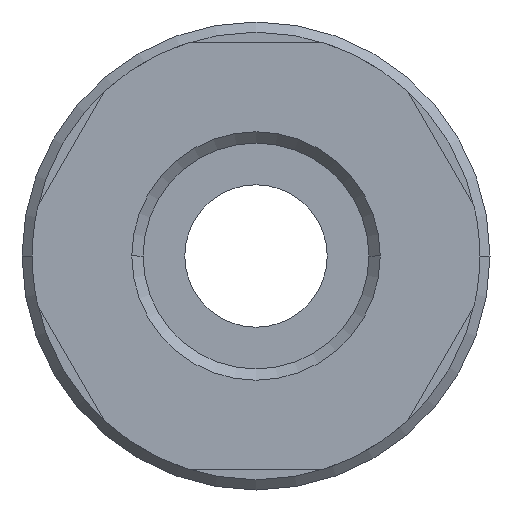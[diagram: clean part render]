
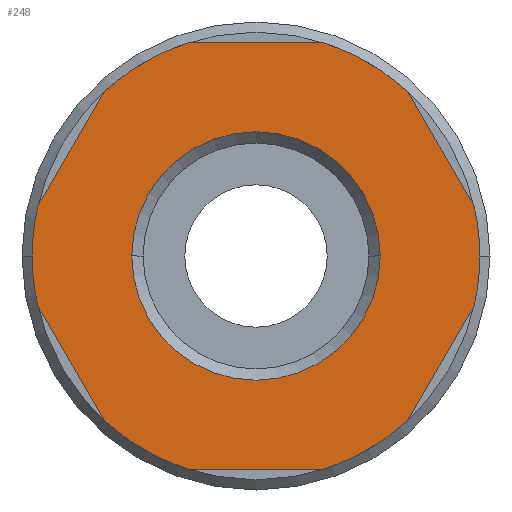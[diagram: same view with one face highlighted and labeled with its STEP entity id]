
A CAD part, front view. The second image highlights one B-rep face of the part: STEP entity #248.
In plain terms, the highlighted planar face has unit normal (0, -1, 0).
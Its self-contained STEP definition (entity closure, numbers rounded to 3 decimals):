
#248=ADVANCED_FACE('',(#498,#499),#500,.T.);
#498=FACE_BOUND('',#741,.T.);
#499=FACE_OUTER_BOUND('',#742,.T.);
#500=PLANE('',#743);
#741=EDGE_LOOP('',(#1361,#1362));
#742=EDGE_LOOP('',(#1363,#1364,#1365,#1366,#1367,#1368,#1369,#1370,#1371,#1372,#1373,#1374,#1375,#1376));
#743=AXIS2_PLACEMENT_3D('',#1377,#1378,#1379);
#1361=ORIENTED_EDGE('',*,*,#1467,.T.);
#1362=ORIENTED_EDGE('',*,*,#1623,.T.);
#1363=ORIENTED_EDGE('',*,*,#1434,.T.);
#1364=ORIENTED_EDGE('',*,*,#1605,.F.);
#1365=ORIENTED_EDGE('',*,*,#1489,.T.);
#1366=ORIENTED_EDGE('',*,*,#1464,.F.);
#1367=ORIENTED_EDGE('',*,*,#1596,.T.);
#1368=ORIENTED_EDGE('',*,*,#1390,.F.);
#1369=ORIENTED_EDGE('',*,*,#1525,.F.);
#1370=ORIENTED_EDGE('',*,*,#1621,.T.);
#1371=ORIENTED_EDGE('',*,*,#1495,.F.);
#1372=ORIENTED_EDGE('',*,*,#1442,.T.);
#1373=ORIENTED_EDGE('',*,*,#1630,.F.);
#1374=ORIENTED_EDGE('',*,*,#1447,.T.);
#1375=ORIENTED_EDGE('',*,*,#1512,.F.);
#1376=ORIENTED_EDGE('',*,*,#1619,.F.);
#1377=CARTESIAN_POINT('',(5.5,0.0,0.0));
#1378=DIRECTION('',(-0.0,-1.0,-0.0));
#1379=DIRECTION('',(-1.0,0.0,0.0));
#1390=EDGE_CURVE('',#1633,#1636,#1637,.T.);
#1434=EDGE_CURVE('',#1715,#1712,#1716,.T.);
#1442=EDGE_CURVE('',#1728,#1725,#1729,.T.);
#1447=EDGE_CURVE('',#1737,#1734,#1738,.T.);
#1464=EDGE_CURVE('',#1762,#1757,#1764,.T.);
#1467=EDGE_CURVE('',#1768,#1766,#1769,.T.);
#1489=EDGE_CURVE('',#1800,#1757,#1801,.T.);
#1495=EDGE_CURVE('',#1728,#1806,#1810,.T.);
#1512=EDGE_CURVE('',#1830,#1734,#1832,.T.);
#1525=EDGE_CURVE('',#1849,#1633,#1851,.T.);
#1596=EDGE_CURVE('',#1762,#1636,#1940,.T.);
#1605=EDGE_CURVE('',#1800,#1712,#1949,.T.);
#1619=EDGE_CURVE('',#1715,#1830,#1963,.T.);
#1621=EDGE_CURVE('',#1849,#1806,#1965,.T.);
#1623=EDGE_CURVE('',#1766,#1768,#1967,.T.);
#1630=EDGE_CURVE('',#1737,#1725,#1974,.T.);
#1633=VERTEX_POINT('',#1977);
#1636=VERTEX_POINT('',#1981);
#1637=CIRCLE('',#1982,11.0);
#1712=VERTEX_POINT('',#2158);
#1715=VERTEX_POINT('',#2162);
#1716=LINE('',#2163,#2164);
#1725=VERTEX_POINT('',#2186);
#1728=VERTEX_POINT('',#2190);
#1729=LINE('',#2191,#2192);
#1734=VERTEX_POINT('',#2199);
#1737=VERTEX_POINT('',#2203);
#1738=LINE('',#2204,#2205);
#1757=VERTEX_POINT('',#2230);
#1762=VERTEX_POINT('',#2236);
#1764=CIRCLE('',#2239,11.0);
#1766=VERTEX_POINT('',#2241);
#1768=VERTEX_POINT('',#2244);
#1769=CIRCLE('',#2245,6.105);
#1800=VERTEX_POINT('',#2333);
#1801=LINE('',#2334,#2335);
#1806=VERTEX_POINT('',#2342);
#1810=CIRCLE('',#2347,11.0);
#1830=VERTEX_POINT('',#2404);
#1832=CIRCLE('',#2407,11.0);
#1849=VERTEX_POINT('',#2437);
#1851=CIRCLE('',#2440,11.0);
#1940=LINE('',#2608,#2609);
#1949=CIRCLE('',#2621,11.0);
#1963=CIRCLE('',#2638,11.0);
#1965=LINE('',#2640,#2641);
#1967=CIRCLE('',#2643,6.105);
#1974=CIRCLE('',#2650,11.0);
#1977=CARTESIAN_POINT('',(11.0,0.0,0.));
#1981=CARTESIAN_POINT('',(10.733,0.0,-2.411));
#1982=AXIS2_PLACEMENT_3D('',#2653,#2654,#2655);
#2158=CARTESIAN_POINT('',(-7.454,0.0,-8.089));
#2162=CARTESIAN_POINT('',(-10.733,0.0,-2.411));
#2163=CARTESIAN_POINT('',(-8.406,0.0,-6.441));
#2164=VECTOR('',#2706,1.0);
#2186=CARTESIAN_POINT('',(-3.279,0.0,10.5));
#2190=CARTESIAN_POINT('',(3.279,0.0,10.5));
#2191=CARTESIAN_POINT('',(2.75,0.0,10.5));
#2192=VECTOR('',#2713,1.0);
#2199=CARTESIAN_POINT('',(-10.733,0.0,2.411));
#2203=CARTESIAN_POINT('',(-7.454,0.0,8.089));
#2204=CARTESIAN_POINT('',(-8.406,0.0,6.441));
#2205=VECTOR('',#2717,1.0);
#2230=CARTESIAN_POINT('',(3.279,0.0,-10.5));
#2236=CARTESIAN_POINT('',(7.454,0.0,-8.089));
#2239=AXIS2_PLACEMENT_3D('',#2741,#2742,#2743);
#2241=CARTESIAN_POINT('',(6.105,0.0,0.));
#2244=CARTESIAN_POINT('',(-6.105,0.0,0.));
#2245=AXIS2_PLACEMENT_3D('',#2745,#2746,#2747);
#2333=CARTESIAN_POINT('',(-3.279,0.0,-10.5));
#2334=CARTESIAN_POINT('',(2.75,0.0,-10.5));
#2335=VECTOR('',#2777,1.0);
#2342=CARTESIAN_POINT('',(7.454,0.0,8.089));
#2347=AXIS2_PLACEMENT_3D('',#2784,#2785,#2786);
#2404=CARTESIAN_POINT('',(-11.0,0.0,0.));
#2407=AXIS2_PLACEMENT_3D('',#2801,#2802,#2803);
#2437=CARTESIAN_POINT('',(10.733,0.0,2.411));
#2440=AXIS2_PLACEMENT_3D('',#2819,#2820,#2821);
#2608=CARTESIAN_POINT('',(9.781,0.0,-4.059));
#2609=VECTOR('',#2922,1.0);
#2621=AXIS2_PLACEMENT_3D('',#2926,#2927,#2928);
#2638=AXIS2_PLACEMENT_3D('',#2935,#2936,#2937);
#2640=CARTESIAN_POINT('',(9.781,0.0,4.059));
#2641=VECTOR('',#2938,1.0);
#2643=AXIS2_PLACEMENT_3D('',#2939,#2940,#2941);
#2650=AXIS2_PLACEMENT_3D('',#2945,#2946,#2947);
#2653=CARTESIAN_POINT('',(0.0,0.0,0.0));
#2654=DIRECTION('',(-0.0,1.0,0.0));
#2655=DIRECTION('',(1.0,0.0,0.0));
#2706=DIRECTION('',(0.5,0.0,-0.866));
#2713=DIRECTION('',(-1.0,0.0,0.));
#2717=DIRECTION('',(-0.5,0.0,-0.866));
#2741=CARTESIAN_POINT('',(0.0,0.0,0.0));
#2742=DIRECTION('',(-0.0,1.0,0.0));
#2743=DIRECTION('',(1.0,0.0,0.0));
#2745=CARTESIAN_POINT('',(0.0,0.0,0.0));
#2746=DIRECTION('',(-0.0,1.0,0.0));
#2747=DIRECTION('',(1.0,0.0,0.0));
#2777=DIRECTION('',(1.0,-0.0,0.0));
#2784=CARTESIAN_POINT('',(0.0,0.0,0.0));
#2785=DIRECTION('',(-0.0,1.0,0.0));
#2786=DIRECTION('',(1.0,0.0,0.0));
#2801=CARTESIAN_POINT('',(0.0,0.0,0.0));
#2802=DIRECTION('',(-0.0,1.0,0.0));
#2803=DIRECTION('',(1.0,0.0,0.0));
#2819=CARTESIAN_POINT('',(0.0,0.0,0.0));
#2820=DIRECTION('',(-0.0,1.0,0.0));
#2821=DIRECTION('',(1.0,0.0,0.0));
#2922=DIRECTION('',(0.5,-0.0,0.866));
#2926=CARTESIAN_POINT('',(0.0,0.0,0.0));
#2927=DIRECTION('',(-0.0,1.0,0.0));
#2928=DIRECTION('',(1.0,0.0,0.0));
#2935=CARTESIAN_POINT('',(0.0,0.0,0.0));
#2936=DIRECTION('',(-0.0,1.0,0.0));
#2937=DIRECTION('',(1.0,0.0,0.0));
#2938=DIRECTION('',(-0.5,0.0,0.866));
#2939=CARTESIAN_POINT('',(0.0,0.0,0.0));
#2940=DIRECTION('',(-0.0,1.0,0.0));
#2941=DIRECTION('',(1.0,0.0,0.0));
#2945=CARTESIAN_POINT('',(0.0,0.0,0.0));
#2946=DIRECTION('',(-0.0,1.0,0.0));
#2947=DIRECTION('',(1.0,0.0,0.0));
